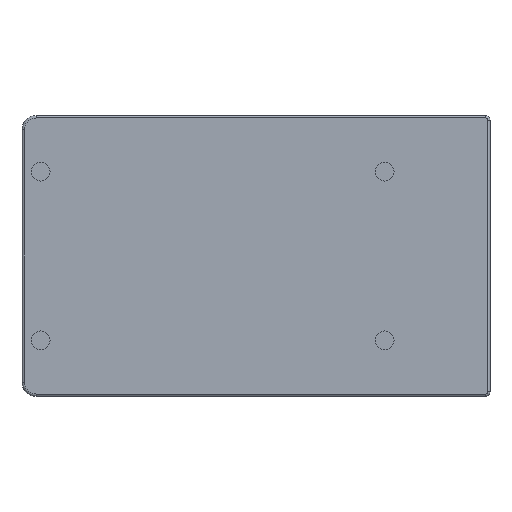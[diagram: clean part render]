
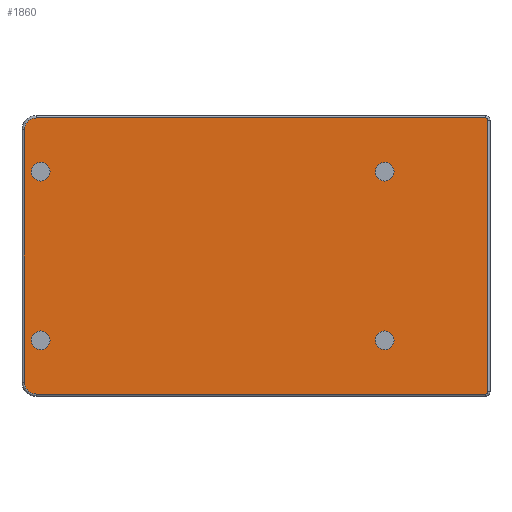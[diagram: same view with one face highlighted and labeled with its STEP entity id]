
A CAD part, front view. The second image highlights one B-rep face of the part: STEP entity #1860.
In plain terms, the highlighted planar face has unit normal (0, -1, 0).
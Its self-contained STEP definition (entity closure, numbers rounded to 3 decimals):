
#93=CARTESIAN_POINT('',(-46.,-9.35,-18.));
#94=DIRECTION('',(0.,1.,0.));
#95=DIRECTION('',(1.,0.,0.));
#96=AXIS2_PLACEMENT_3D('',#93,#94,#95);
#101=CARTESIAN_POINT('',(-46.,-9.35,-18.));
#102=DIRECTION('',(0.,1.,0.));
#103=DIRECTION('',(-1.,0.,0.));
#104=AXIS2_PLACEMENT_3D('',#101,#102,#103);
#109=CARTESIAN_POINT('',(-46.,-9.35,18.));
#110=DIRECTION('',(0.,1.,0.));
#111=DIRECTION('',(1.,0.,0.));
#112=AXIS2_PLACEMENT_3D('',#109,#110,#111);
#117=CARTESIAN_POINT('',(-46.,-9.35,18.));
#118=DIRECTION('',(0.,1.,0.));
#119=DIRECTION('',(-1.,0.,0.));
#120=AXIS2_PLACEMENT_3D('',#117,#118,#119);
#125=CARTESIAN_POINT('',(27.5,-9.35,-18.));
#126=DIRECTION('',(0.,-1.,0.));
#127=DIRECTION('',(-1.,0.,0.));
#128=AXIS2_PLACEMENT_3D('',#125,#126,#127);
#133=CARTESIAN_POINT('',(27.5,-9.35,-18.));
#134=DIRECTION('',(0.,-1.,0.));
#135=DIRECTION('',(1.,0.,0.));
#136=AXIS2_PLACEMENT_3D('',#133,#134,#135);
#141=CARTESIAN_POINT('',(27.5,-9.35,18.));
#142=DIRECTION('',(0.,-1.,0.));
#143=DIRECTION('',(-1.,0.,0.));
#144=AXIS2_PLACEMENT_3D('',#141,#142,#143);
#149=CARTESIAN_POINT('',(27.5,-9.35,18.));
#150=DIRECTION('',(0.,-1.,0.));
#151=DIRECTION('',(1.,0.,0.));
#152=AXIS2_PLACEMENT_3D('',#149,#150,#151);
#157=DIRECTION('',(0.,0.,1.));
#158=VECTOR('',#157,58.);
#159=CARTESIAN_POINT('',(49.5,-9.35,-29.));
#160=LINE('',#159,#158);
#164=CARTESIAN_POINT('',(49.,-9.35,-29.));
#165=DIRECTION('',(0.,-1.,0.));
#166=DIRECTION('',(0.,0.,-1.));
#167=AXIS2_PLACEMENT_3D('',#164,#165,#166);
#172=DIRECTION('',(1.,0.,0.));
#173=VECTOR('',#172,96.);
#174=CARTESIAN_POINT('',(-47.,-9.35,-29.5));
#175=LINE('',#174,#173);
#179=CARTESIAN_POINT('',(-47.,-9.35,-27.));
#180=DIRECTION('',(0.,-1.,0.));
#181=DIRECTION('',(-1.,0.,0.));
#182=AXIS2_PLACEMENT_3D('',#179,#180,#181);
#187=DIRECTION('',(0.,0.,-1.));
#188=VECTOR('',#187,54.);
#189=CARTESIAN_POINT('',(-49.5,-9.35,27.));
#190=LINE('',#189,#188);
#194=CARTESIAN_POINT('',(-47.,-9.35,27.));
#195=DIRECTION('',(0.,-1.,0.));
#196=DIRECTION('',(0.,0.,1.));
#197=AXIS2_PLACEMENT_3D('',#194,#195,#196);
#202=DIRECTION('',(-1.,0.,0.));
#203=VECTOR('',#202,96.);
#204=CARTESIAN_POINT('',(49.,-9.35,29.5));
#205=LINE('',#204,#203);
#209=CARTESIAN_POINT('',(49.,-9.35,29.));
#210=DIRECTION('',(0.,-1.,0.));
#211=DIRECTION('',(1.,0.,0.));
#212=AXIS2_PLACEMENT_3D('',#209,#210,#211);
#1551=CARTESIAN_POINT('',(-44.,-9.35,-18.));
#1552=CARTESIAN_POINT('',(-48.,-9.35,-18.));
#1553=VERTEX_POINT('',#1551);
#1554=VERTEX_POINT('',#1552);
#1555=CARTESIAN_POINT('',(-44.,-9.35,18.));
#1556=CARTESIAN_POINT('',(-48.,-9.35,18.));
#1557=VERTEX_POINT('',#1555);
#1558=VERTEX_POINT('',#1556);
#1559=CARTESIAN_POINT('',(49.5,-9.35,-29.));
#1560=CARTESIAN_POINT('',(49.5,-9.35,29.));
#1561=VERTEX_POINT('',#1559);
#1562=VERTEX_POINT('',#1560);
#1567=CARTESIAN_POINT('',(49.,-9.35,29.5));
#1568=VERTEX_POINT('',#1567);
#1571=CARTESIAN_POINT('',(-47.,-9.35,29.5));
#1572=VERTEX_POINT('',#1571);
#1575=CARTESIAN_POINT('',(-49.5,-9.35,27.));
#1576=VERTEX_POINT('',#1575);
#1579=CARTESIAN_POINT('',(-49.5,-9.35,-27.));
#1580=VERTEX_POINT('',#1579);
#1583=CARTESIAN_POINT('',(-47.,-9.35,-29.5));
#1584=VERTEX_POINT('',#1583);
#1587=CARTESIAN_POINT('',(49.,-9.35,-29.5));
#1588=VERTEX_POINT('',#1587);
#1775=CARTESIAN_POINT('',(25.5,-9.35,-18.));
#1776=CARTESIAN_POINT('',(29.5,-9.35,-18.));
#1777=VERTEX_POINT('',#1775);
#1778=VERTEX_POINT('',#1776);
#1779=CARTESIAN_POINT('',(25.5,-9.35,18.));
#1780=CARTESIAN_POINT('',(29.5,-9.35,18.));
#1781=VERTEX_POINT('',#1779);
#1782=VERTEX_POINT('',#1780);
#1814=CARTESIAN_POINT('',(-50.,-9.35,30.));
#1815=DIRECTION('',(0.,-1.,0.));
#1816=DIRECTION('',(1.,0.,0.));
#1817=AXIS2_PLACEMENT_3D('',#1814,#1815,#1816);
#1818=PLANE('',#1817);
#1820=ORIENTED_EDGE('',*,*,#1819,.F.);
#1822=ORIENTED_EDGE('',*,*,#1821,.F.);
#1824=ORIENTED_EDGE('',*,*,#1823,.F.);
#1826=ORIENTED_EDGE('',*,*,#1825,.F.);
#1828=ORIENTED_EDGE('',*,*,#1827,.F.);
#1830=ORIENTED_EDGE('',*,*,#1829,.F.);
#1831=ORIENTED_EDGE('',*,*,#1804,.F.);
#1833=ORIENTED_EDGE('',*,*,#1832,.F.);
#1834=EDGE_LOOP('',(#1820,#1822,#1824,#1826,#1828,#1830,#1831,#1833));
#1835=FACE_OUTER_BOUND('',#1834,.F.);
#1837=ORIENTED_EDGE('',*,*,#1836,.F.);
#1839=ORIENTED_EDGE('',*,*,#1838,.F.);
#1840=EDGE_LOOP('',(#1837,#1839));
#1841=FACE_BOUND('',#1840,.F.);
#1843=ORIENTED_EDGE('',*,*,#1842,.F.);
#1845=ORIENTED_EDGE('',*,*,#1844,.F.);
#1846=EDGE_LOOP('',(#1843,#1845));
#1847=FACE_BOUND('',#1846,.F.);
#1849=ORIENTED_EDGE('',*,*,#1848,.T.);
#1851=ORIENTED_EDGE('',*,*,#1850,.T.);
#1852=EDGE_LOOP('',(#1849,#1851));
#1853=FACE_BOUND('',#1852,.F.);
#1855=ORIENTED_EDGE('',*,*,#1854,.T.);
#1857=ORIENTED_EDGE('',*,*,#1856,.T.);
#1858=EDGE_LOOP('',(#1855,#1857));
#1859=FACE_BOUND('',#1858,.F.);
#1860=ADVANCED_FACE('',(#1835,#1841,#1847,#1853,#1859),#1818,.T.);
#97=CIRCLE('',#96,2.);
#105=CIRCLE('',#104,2.);
#113=CIRCLE('',#112,2.);
#121=CIRCLE('',#120,2.);
#129=CIRCLE('',#128,2.);
#137=CIRCLE('',#136,2.);
#145=CIRCLE('',#144,2.);
#153=CIRCLE('',#152,2.);
#168=CIRCLE('',#167,0.5);
#183=CIRCLE('',#182,2.5);
#198=CIRCLE('',#197,2.5);
#213=CIRCLE('',#212,0.5);
#1804=EDGE_CURVE('',#1568,#1572,#205,.T.);
#1819=EDGE_CURVE('',#1561,#1562,#160,.T.);
#1821=EDGE_CURVE('',#1588,#1561,#168,.T.);
#1823=EDGE_CURVE('',#1584,#1588,#175,.T.);
#1825=EDGE_CURVE('',#1580,#1584,#183,.T.);
#1827=EDGE_CURVE('',#1576,#1580,#190,.T.);
#1829=EDGE_CURVE('',#1572,#1576,#198,.T.);
#1832=EDGE_CURVE('',#1562,#1568,#213,.T.);
#1836=EDGE_CURVE('',#1553,#1554,#97,.T.);
#1838=EDGE_CURVE('',#1554,#1553,#105,.T.);
#1842=EDGE_CURVE('',#1557,#1558,#113,.T.);
#1844=EDGE_CURVE('',#1558,#1557,#121,.T.);
#1848=EDGE_CURVE('',#1777,#1778,#129,.T.);
#1850=EDGE_CURVE('',#1778,#1777,#137,.T.);
#1854=EDGE_CURVE('',#1781,#1782,#145,.T.);
#1856=EDGE_CURVE('',#1782,#1781,#153,.T.);
